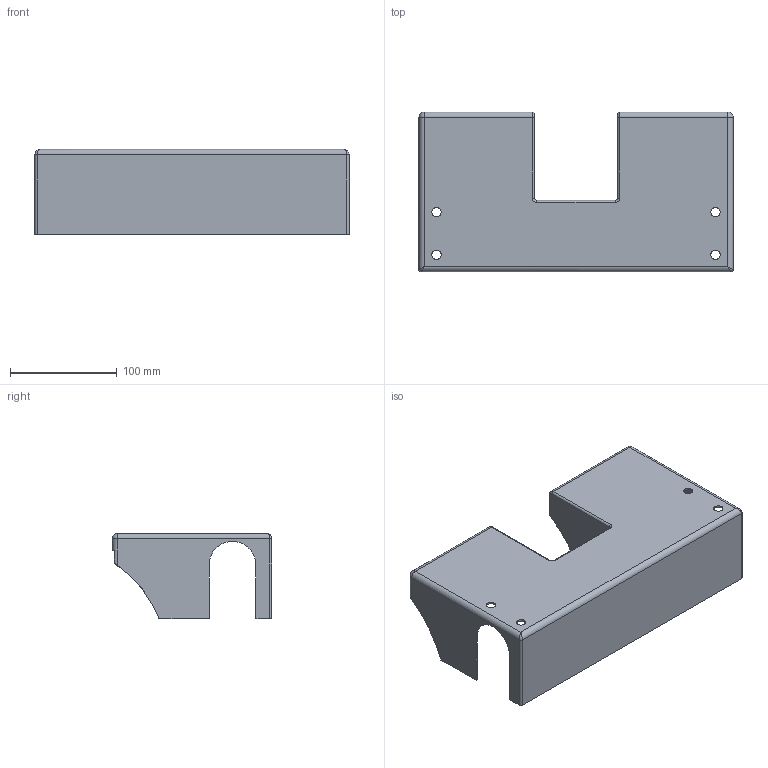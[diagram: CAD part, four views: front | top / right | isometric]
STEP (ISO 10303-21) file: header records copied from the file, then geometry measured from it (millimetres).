
FILE_DESCRIPTION (( 'STEP AP214' ), '1' );
FILE_NAME ('GMW5403_lit.STEP', '2024-10-10T12:36:38', ( '' ), ( '' ), 'SwSTEP 2.0', 'SolidWorks 2022', '' );
FILE_SCHEMA (( 'AUTOMOTIVE_DESIGN' ));
Length unit declared in the file: millimetre
Products named in the file (1): GMW5403_lit
Bounding box: 295 x 150 x 80 mm (x, y, z)
Volume: 139114.3 mm3; surface area: 187840.8 mm2
Topology: 1 solids, 1 shells, 96 faces, 246 edges, 144 vertices
Faces by surface type: cylinder 48, plane 32, torus 8, sphere 4, bspline 4
Entity records: 3040 total; most frequent: CARTESIAN_POINT 691, DIRECTION 508, ORIENTED_EDGE 476, EDGE_CURVE 238, AXIS2_PLACEMENT_3D 189, VERTEX_POINT 144, VECTOR 130, LINE 130
